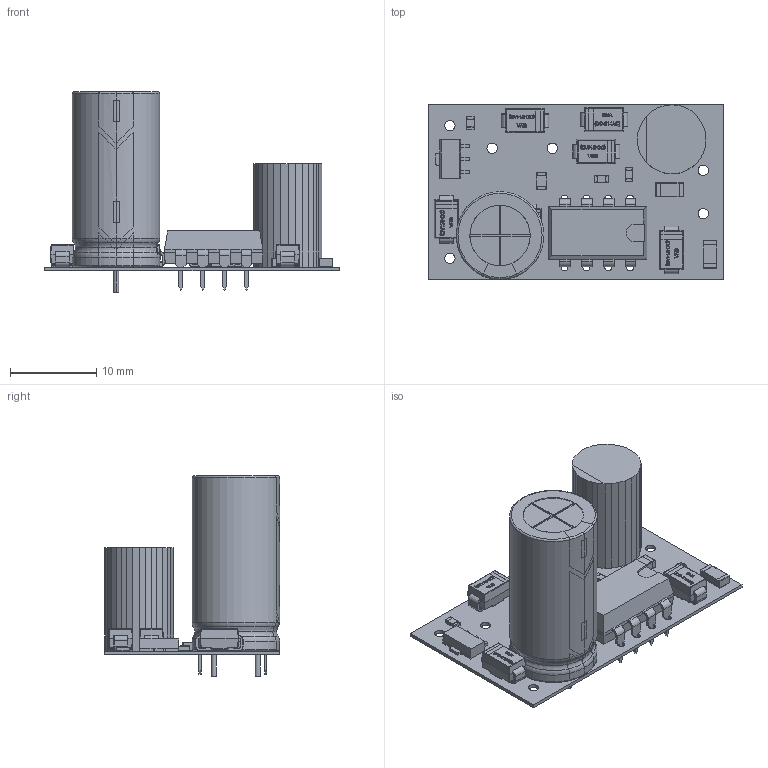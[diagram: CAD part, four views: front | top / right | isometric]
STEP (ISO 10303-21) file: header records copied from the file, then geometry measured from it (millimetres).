
FILE_DESCRIPTION(('Open CASCADE Model'),'2;1');
FILE_NAME('Open CASCADE Shape Model','2018-02-21T07:50:11',('Author'),( 'Open CASCADE'),'Open CASCADE STEP processor 6.8','Open CASCADE 6.8' ,'Unknown');
FILE_SCHEMA(('AUTOMOTIVE_DESIGN { 1 0 10303 214 1 1 1 1 }'));
Length unit declared in the file: millimetre
Products named in the file (29): PCB; Board; U11; CircuitWorks-DIP8; U1; SW3dPS-SOT-89; R26; User_Library-CAPC3216X10; R25; D9; User_Library-DIOM5528X26; D8; D7; D6; D5; D4; C31; 816922256; Extruded; 816929872; C29; User_Library-CR2012-0805; C20; User_Library-CE_R200_D400_H800; C3; User_Library-TNPW0603; C2; C1
Assembly tree (36 placements, depth 4):
  PCB
    Board
    U11
      CircuitWorks-DIP8
    U1
      SW3dPS-SOT-89
    R26
      User_Library-CAPC3216X10
    R25
      User_Library-CAPC3216X10
    D9
      User_Library-DIOM5528X26
    D8
      User_Library-DIOM5528X26
    D7
      User_Library-DIOM5528X26
    D6
      User_Library-DIOM5528X26
    D5
      User_Library-DIOM5528X26
    D4
      User_Library-DIOM5528X26
    C31
      816922256
        Extruded
      816929872
        Extruded
    C29
      User_Library-CR2012-0805
    C20
      User_Library-CE_R200_D400_H800
    C3
      User_Library-TNPW0603
    C2
      User_Library-TNPW0603
    C1
      User_Library-TNPW0603
Bounding box: 34.16 x 20.32 x 23.22 mm (x, y, z)
Volume: 2952.3 mm3; surface area: 3724.8 mm2
Topology: 21 solids, 21 shells, 1457 faces, 4212 edges, 2835 vertices
Faces by surface type: plane 700, cylinder 485, bspline 244, torus 28
Full cylindrical faces by diameter (mm): 0.8 x8, 1 x2, 1.2 x8
Entity records: 22400 total; most frequent: CARTESIAN_POINT 5095, ORIENTED_EDGE 3162, DIRECTION 2761, EDGE_CURVE 1581, VERTEX_POINT 1040, LINE 1037, VECTOR 1037, AXIS2_PLACEMENT_3D 862
